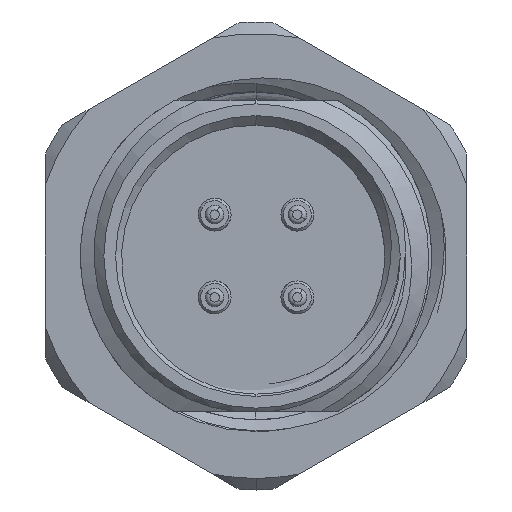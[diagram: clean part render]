
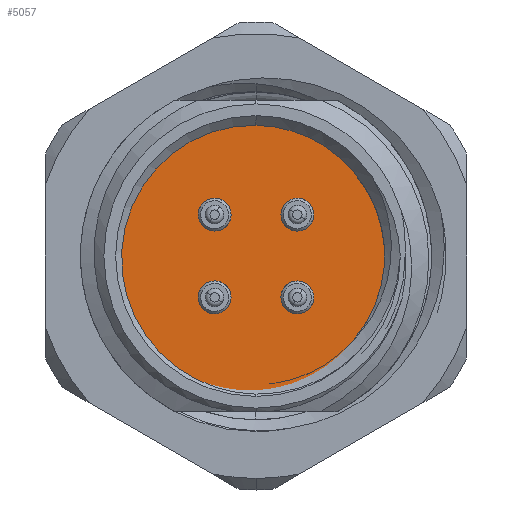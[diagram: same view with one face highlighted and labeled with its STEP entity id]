
A CAD part, left-side view. The second image highlights one B-rep face of the part: STEP entity #5057.
In plain terms, the highlighted planar face has unit normal (-1, 0, 0).
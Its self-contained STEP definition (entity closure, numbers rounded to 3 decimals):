
#39 = VERTEX_POINT ( 'NONE', #6209 ) ;
#103 = DIRECTION ( 'NONE',  ( 0., -1., 0. ) ) ;
#414 = PLANE ( 'NONE',  #5522 ) ;
#422 = CIRCLE ( 'NONE', #3783, 0.7 ) ;
#718 = EDGE_CURVE ( 'NONE', #810, #10736, #4328, .T. ) ;
#746 = CARTESIAN_POINT ( 'NONE',  ( -13., 6., 0. ) ) ;
#803 = EDGE_CURVE ( 'NONE', #39, #4148, #8463, .T. ) ;
#810 = VERTEX_POINT ( 'NONE', #7872 ) ;
#976 = EDGE_LOOP ( 'NONE', ( #5949, #5962 ) ) ;
#1177 = FACE_OUTER_BOUND ( 'NONE', #5695, .T. ) ;
#1347 = CARTESIAN_POINT ( 'NONE',  ( -13., 0., 0. ) ) ;
#1466 = EDGE_CURVE ( 'NONE', #10491, #3178, #6793, .T. ) ;
#1714 = AXIS2_PLACEMENT_3D ( 'NONE', #9783, #5407, #5354 ) ;
#1721 = CARTESIAN_POINT ( 'NONE',  ( -13., -1.768, 1.768 ) ) ;
#1728 = AXIS2_PLACEMENT_3D ( 'NONE', #6949, #2269, #3268 ) ;
#1954 = CARTESIAN_POINT ( 'NONE',  ( -13., 1.768, -1.768 ) ) ;
#2107 = FACE_BOUND ( 'NONE', #9736, .T. ) ;
#2130 = AXIS2_PLACEMENT_3D ( 'NONE', #4016, #10308, #7593 ) ;
#2224 = DIRECTION ( 'NONE',  ( -1., 0., 0. ) ) ;
#2255 = EDGE_CURVE ( 'NONE', #10736, #810, #4189, .T. ) ;
#2269 = DIRECTION ( 'NONE',  ( -1., 0., 0. ) ) ;
#2283 = CARTESIAN_POINT ( 'NONE',  ( -13., -1.768, -1.768 ) ) ;
#2347 = CIRCLE ( 'NONE', #10001, 6. ) ;
#2466 = ORIENTED_EDGE ( 'NONE', *, *, #7465, .F. ) ;
#2713 = VERTEX_POINT ( 'NONE', #7535 ) ;
#2878 = CIRCLE ( 'NONE', #3244, 0.7 ) ;
#2938 = FACE_BOUND ( 'NONE', #7777, .T. ) ;
#3054 = AXIS2_PLACEMENT_3D ( 'NONE', #1721, #7057, #3480 ) ;
#3126 = EDGE_CURVE ( 'NONE', #4148, #39, #11266, .T. ) ;
#3178 = VERTEX_POINT ( 'NONE', #6932 ) ;
#3244 = AXIS2_PLACEMENT_3D ( 'NONE', #1954, #7408, #9197 ) ;
#3268 = DIRECTION ( 'NONE',  ( 0., -1., 0. ) ) ;
#3480 = DIRECTION ( 'NONE',  ( 0., -1., 0. ) ) ;
#3783 = AXIS2_PLACEMENT_3D ( 'NONE', #5950, #11258, #5067 ) ;
#4016 = CARTESIAN_POINT ( 'NONE',  ( -13., 1.768, 1.768 ) ) ;
#4148 = VERTEX_POINT ( 'NONE', #7902 ) ;
#4189 = CIRCLE ( 'NONE', #10719, 0.7 ) ;
#4328 = CIRCLE ( 'NONE', #11428, 0.7 ) ;
#4621 = ORIENTED_EDGE ( 'NONE', *, *, #2255, .F. ) ;
#4803 = FACE_BOUND ( 'NONE', #9096, .T. ) ;
#4982 = DIRECTION ( 'NONE',  ( -1., 0., 0. ) ) ;
#5057 = ADVANCED_FACE ( 'NONE', ( #8488, #2938, #2107, #4803, #1177 ), #414, .T. ) ;
#5067 = DIRECTION ( 'NONE',  ( 0., -1., 0. ) ) ;
#5344 = ORIENTED_EDGE ( 'NONE', *, *, #11326, .F. ) ;
#5354 = DIRECTION ( 'NONE',  ( 0., 1., 0. ) ) ;
#5405 = EDGE_CURVE ( 'NONE', #9119, #9826, #2347, .T. ) ;
#5407 = DIRECTION ( 'NONE',  ( 1., 0., 0. ) ) ;
#5522 = AXIS2_PLACEMENT_3D ( 'NONE', #1347, #2224, #11111 ) ;
#5695 = EDGE_LOOP ( 'NONE', ( #5344, #8419 ) ) ;
#5827 = CIRCLE ( 'NONE', #1714, 6. ) ;
#5949 = ORIENTED_EDGE ( 'NONE', *, *, #3126, .F. ) ;
#5950 = CARTESIAN_POINT ( 'NONE',  ( -13., -1.768, 1.768 ) ) ;
#5962 = ORIENTED_EDGE ( 'NONE', *, *, #803, .F. ) ;
#5970 = ORIENTED_EDGE ( 'NONE', *, *, #9205, .F. ) ;
#6083 = DIRECTION ( 'NONE',  ( 1., 0., 0. ) ) ;
#6209 = CARTESIAN_POINT ( 'NONE',  ( -13., 2.468, 1.768 ) ) ;
#6524 = CARTESIAN_POINT ( 'NONE',  ( -13., 2.468, -1.768 ) ) ;
#6736 = DIRECTION ( 'NONE',  ( 0., -1., 0. ) ) ;
#6793 = CIRCLE ( 'NONE', #1728, 0.7 ) ;
#6911 = DIRECTION ( 'NONE',  ( 0., -1., 0. ) ) ;
#6932 = CARTESIAN_POINT ( 'NONE',  ( -13., 1.068, -1.768 ) ) ;
#6949 = CARTESIAN_POINT ( 'NONE',  ( -13., 1.768, -1.768 ) ) ;
#6962 = CARTESIAN_POINT ( 'NONE',  ( -13., -1.068, -1.768 ) ) ;
#7057 = DIRECTION ( 'NONE',  ( -1., 0., 0. ) ) ;
#7408 = DIRECTION ( 'NONE',  ( -1., 0., 0. ) ) ;
#7465 = EDGE_CURVE ( 'NONE', #2713, #7643, #422, .T. ) ;
#7535 = CARTESIAN_POINT ( 'NONE',  ( -13., -2.468, 1.768 ) ) ;
#7593 = DIRECTION ( 'NONE',  ( 0., -1., 0. ) ) ;
#7643 = VERTEX_POINT ( 'NONE', #9152 ) ;
#7777 = EDGE_LOOP ( 'NONE', ( #7864, #4621 ) ) ;
#7864 = ORIENTED_EDGE ( 'NONE', *, *, #718, .F. ) ;
#7872 = CARTESIAN_POINT ( 'NONE',  ( -13., -2.468, -1.768 ) ) ;
#7902 = CARTESIAN_POINT ( 'NONE',  ( -13., 1.068, 1.768 ) ) ;
#8050 = CARTESIAN_POINT ( 'NONE',  ( -13., -6., 0. ) ) ;
#8119 = CARTESIAN_POINT ( 'NONE',  ( -13., 1.768, 1.768 ) ) ;
#8366 = DIRECTION ( 'NONE',  ( -1., 0., 0. ) ) ;
#8419 = ORIENTED_EDGE ( 'NONE', *, *, #5405, .F. ) ;
#8463 = CIRCLE ( 'NONE', #9932, 0.7 ) ;
#8488 = FACE_BOUND ( 'NONE', #976, .T. ) ;
#8617 = EDGE_CURVE ( 'NONE', #7643, #2713, #10322, .T. ) ;
#8870 = DIRECTION ( 'NONE',  ( -1., 0., 0. ) ) ;
#9051 = ORIENTED_EDGE ( 'NONE', *, *, #1466, .F. ) ;
#9096 = EDGE_LOOP ( 'NONE', ( #5970, #9051 ) ) ;
#9119 = VERTEX_POINT ( 'NONE', #8050 ) ;
#9152 = CARTESIAN_POINT ( 'NONE',  ( -13., -1.068, 1.768 ) ) ;
#9197 = DIRECTION ( 'NONE',  ( 0., -1., 0. ) ) ;
#9205 = EDGE_CURVE ( 'NONE', #3178, #10491, #2878, .T. ) ;
#9634 = DIRECTION ( 'NONE',  ( 0., 1., 0. ) ) ;
#9736 = EDGE_LOOP ( 'NONE', ( #2466, #9978 ) ) ;
#9783 = CARTESIAN_POINT ( 'NONE',  ( -13., 0., 0. ) ) ;
#9826 = VERTEX_POINT ( 'NONE', #746 ) ;
#9932 = AXIS2_PLACEMENT_3D ( 'NONE', #8119, #8870, #103 ) ;
#9978 = ORIENTED_EDGE ( 'NONE', *, *, #8617, .F. ) ;
#10001 = AXIS2_PLACEMENT_3D ( 'NONE', #10450, #6083, #9634 ) ;
#10274 = CARTESIAN_POINT ( 'NONE',  ( -13., -1.768, -1.768 ) ) ;
#10308 = DIRECTION ( 'NONE',  ( -1., 0., 0. ) ) ;
#10322 = CIRCLE ( 'NONE', #3054, 0.7 ) ;
#10450 = CARTESIAN_POINT ( 'NONE',  ( -13., 0., 0. ) ) ;
#10491 = VERTEX_POINT ( 'NONE', #6524 ) ;
#10719 = AXIS2_PLACEMENT_3D ( 'NONE', #10274, #8366, #6736 ) ;
#10736 = VERTEX_POINT ( 'NONE', #6962 ) ;
#11111 = DIRECTION ( 'NONE',  ( 0., -1., 0. ) ) ;
#11258 = DIRECTION ( 'NONE',  ( -1., 0., 0. ) ) ;
#11266 = CIRCLE ( 'NONE', #2130, 0.7 ) ;
#11326 = EDGE_CURVE ( 'NONE', #9826, #9119, #5827, .T. ) ;
#11428 = AXIS2_PLACEMENT_3D ( 'NONE', #2283, #4982, #6911 ) ;
